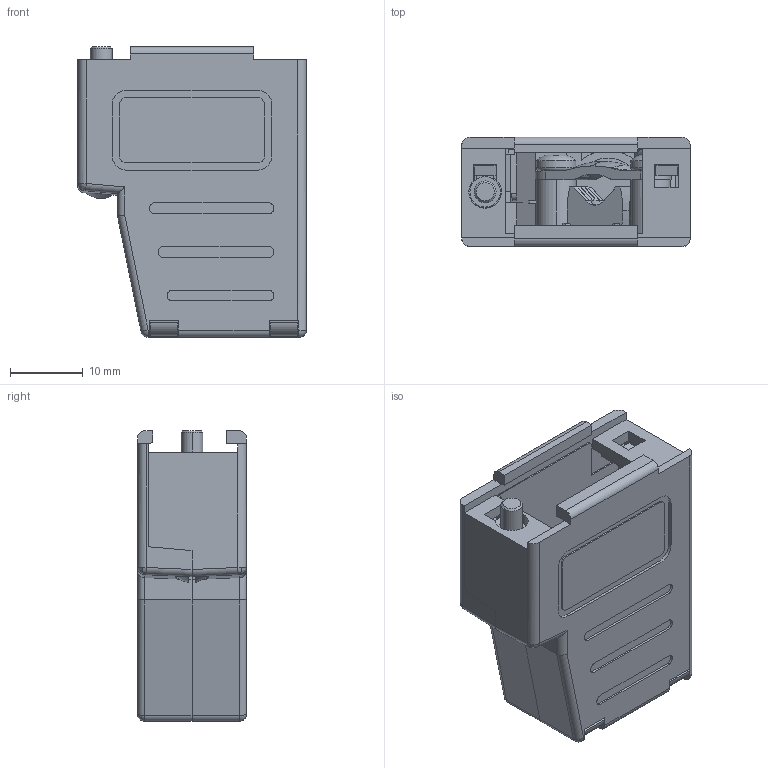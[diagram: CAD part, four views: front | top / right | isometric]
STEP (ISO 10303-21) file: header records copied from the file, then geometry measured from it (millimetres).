
FILE_DESCRIPTION (( 'STEP AP214' ), '1' );
FILE_NAME ('6688-9480-P-SJS.STEP', '2023-01-13T10:54:51', ( '' ), ( '' ), 'SwSTEP 2.0', 'SolidWorks 2021', '' );
FILE_SCHEMA (( 'AUTOMOTIVE_DESIGN' ));
Length unit declared in the file: millimetre
Products named in the file (8): 6811-0141-03 Part 2; 6855-0109-01; 6822-0128-01; 6688-9480-P-SJS; 6826-0133-01; 6811-0141-03 Part 1; 6838-0109-32; 6830-0106-01
Assembly tree (8 placements, depth 2):
  6688-9480-P-SJS
    6811-0141-03 Part 1
    6811-0141-03 Part 2
    6822-0128-01
    6838-0109-32
    6855-0109-01  x2
    6826-0133-01
    6830-0106-01
Bounding box: 31.5 x 15 x 40 mm (x, y, z)
Volume: 6797.2 mm3; surface area: 10269.1 mm2
Topology: 10 solids, 10 shells, 650 faces, 1713 edges, 1113 vertices
Faces by surface type: plane 439, cylinder 164, bspline 25, torus 10, cone 10, sphere 2
Entity records: 22016 total; most frequent: CARTESIAN_POINT 7005, ORIENTED_EDGE 3156, DIRECTION 2884, EDGE_CURVE 1578, LINE 1138, VECTOR 1138, VERTEX_POINT 1025, AXIS2_PLACEMENT_3D 873
